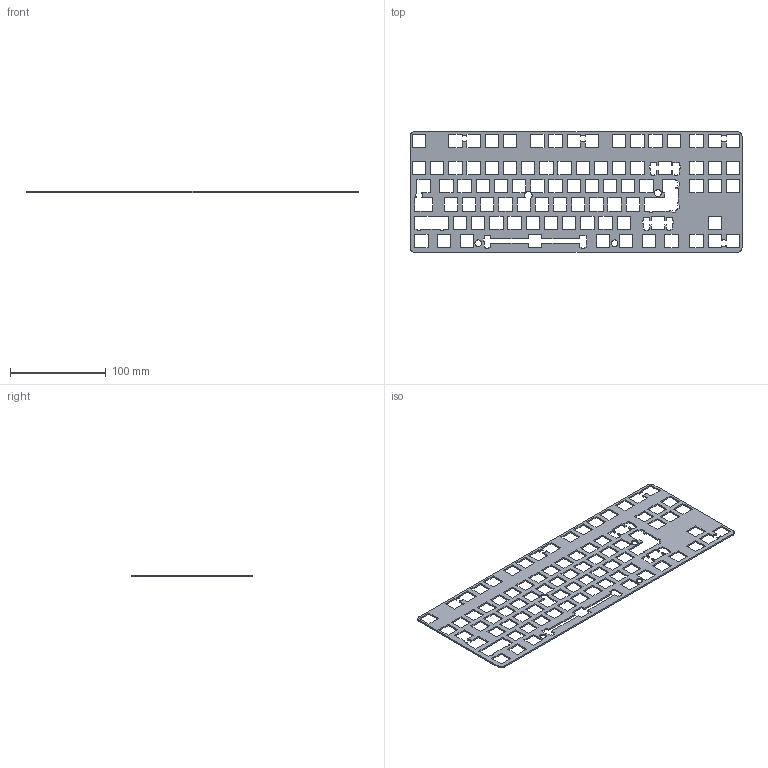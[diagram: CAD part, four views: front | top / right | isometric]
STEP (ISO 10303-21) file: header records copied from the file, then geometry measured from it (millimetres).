
FILE_DESCRIPTION(('KiCad electronic assembly'),'2;1');
FILE_NAME('Belja80_plate.step','2023-03-01T20:26:04',('Pcbnew'),('Kicad' ),'Open CASCADE STEP processor 7.6','KiCad to STEP converter', 'Unknown');
FILE_SCHEMA(('AUTOMOTIVE_DESIGN { 1 0 10303 214 1 1 1 1 }'));
Length unit declared in the file: millimetre
Products named in the file (2): Belja80_plate 1; PCB
Assembly tree (1 placements, depth 2):
  Belja80_plate 1
    PCB
Bounding box: 347.66 x 126.21 x 1.6 mm (x, y, z)
Volume: 39649.9 mm3; surface area: 59743.7 mm2
Topology: 1 solids, 1 shells, 585 faces, 1749 edges, 1166 vertices
Faces by surface type: plane 567, cylinder 18
Full cylindrical faces by diameter (mm): 7 x3
Entity records: 42467 total; most frequent: CARTESIAN_POINT 7268, DIRECTION 6369, LINE 5123, VECTOR 5123, ORIENTED_EDGE 3498, PCURVE 3498, DEFINITIONAL_REPRESENTATION 3498, EDGE_CURVE 1749
